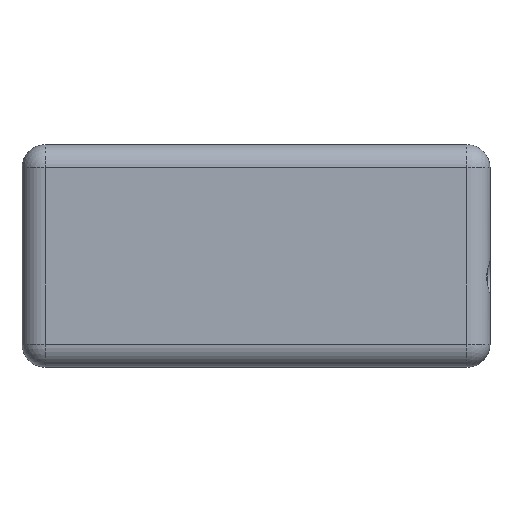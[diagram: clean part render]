
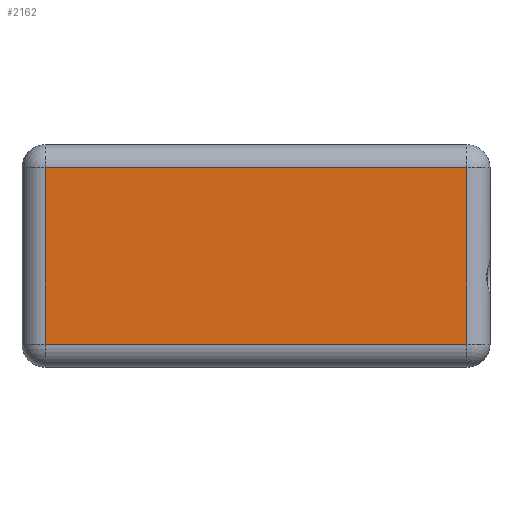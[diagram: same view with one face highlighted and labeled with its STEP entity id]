
A CAD part, top view. The second image highlights one B-rep face of the part: STEP entity #2162.
In plain terms, the highlighted planar face has unit normal (0, 0, 1).
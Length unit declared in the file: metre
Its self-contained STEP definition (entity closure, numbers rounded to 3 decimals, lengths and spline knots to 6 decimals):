
#263=LINE('',#3766,#425);
#264=LINE('',#3769,#426);
#265=LINE('',#3771,#427);
#266=LINE('',#3773,#428);
#425=VECTOR('',#2968,1.);
#426=VECTOR('',#2969,1.);
#427=VECTOR('',#2970,1.);
#428=VECTOR('',#2971,1.);
#805=ORIENTED_EDGE('',*,*,#1297,.T.);
#806=ORIENTED_EDGE('',*,*,#1298,.T.);
#807=ORIENTED_EDGE('',*,*,#1299,.T.);
#808=ORIENTED_EDGE('',*,*,#1300,.T.);
#1297=EDGE_CURVE('',#1541,#1542,#263,.T.);
#1298=EDGE_CURVE('',#1542,#1543,#264,.T.);
#1299=EDGE_CURVE('',#1543,#1544,#265,.F.);
#1300=EDGE_CURVE('',#1544,#1541,#266,.F.);
#1541=VERTEX_POINT('',#3767);
#1542=VERTEX_POINT('',#3768);
#1543=VERTEX_POINT('',#3770);
#1544=VERTEX_POINT('',#3772);
#1782=EDGE_LOOP('',(#805,#806,#807,#808));
#1957=FACE_BOUND('',#1782,.T.);
#2077=PLANE('',#2407);
#2162=ADVANCED_FACE('',(#1957),#2077,.T.);
#2407=AXIS2_PLACEMENT_3D('',#3765,#2966,#2967);
#2966=DIRECTION('',(0.,0.,1.));
#2967=DIRECTION('',(1.,0.,0.));
#2968=DIRECTION('',(0.,-1.,0.));
#2969=DIRECTION('',(1.,0.,0.));
#2970=DIRECTION('',(0.,-1.,0.));
#2971=DIRECTION('',(1.,0.,0.));
#3765=CARTESIAN_POINT('',(0.,0.,0.002));
#3766=CARTESIAN_POINT('',(-0.055,-0.029,0.002));
#3767=CARTESIAN_POINT('',(-0.055,0.023,0.002));
#3768=CARTESIAN_POINT('',(-0.055,-0.023,0.002));
#3769=CARTESIAN_POINT('',(0.061,-0.023,0.002));
#3770=CARTESIAN_POINT('',(0.055,-0.023,0.002));
#3771=CARTESIAN_POINT('',(0.055,0.,0.002));
#3772=CARTESIAN_POINT('',(0.055,0.023,0.002));
#3773=CARTESIAN_POINT('',(0.,0.023,0.002));
